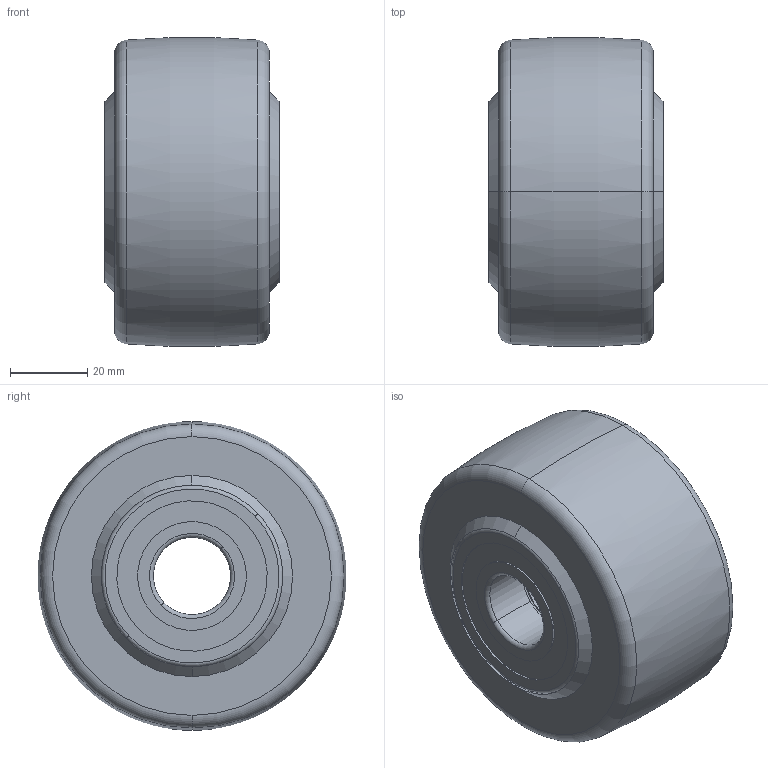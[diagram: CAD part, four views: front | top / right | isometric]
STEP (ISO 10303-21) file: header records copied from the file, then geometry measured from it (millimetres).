
FILE_DESCRIPTION (( 'STEP AP214' ), '1' );
FILE_NAME ('0028330K_GPA-080-40-45-K20.STEP', '2014-11-28T11:27:45', ( '' ), ( '' ), 'SwSTEP 2.0', 'SolidWorks 2014', '' );
FILE_SCHEMA (( 'AUTOMOTIVE_DESIGN' ));
Length unit declared in the file: millimetre
Products named in the file (2): 0028330K_GPA-080-40-45-K20
Bounding box: 45 x 79.84 x 79.84 mm (x, y, z)
Surface area: 27844.2 mm2 (no closed solid volume)
Topology: 0 solids, 8 shells, 56 faces, 128 edges, 82 vertices
Faces by surface type: cylinder 20, torus 18, plane 10, cone 8
Entity records: 2265 total; most frequent: DIRECTION 344, CARTESIAN_POINT 268, ORIENTED_EDGE 224, AXIS2_PLACEMENT_3D 158, EDGE_CURVE 128, CIRCLE 100, VERTEX_POINT 82, EDGE_LOOP 66
